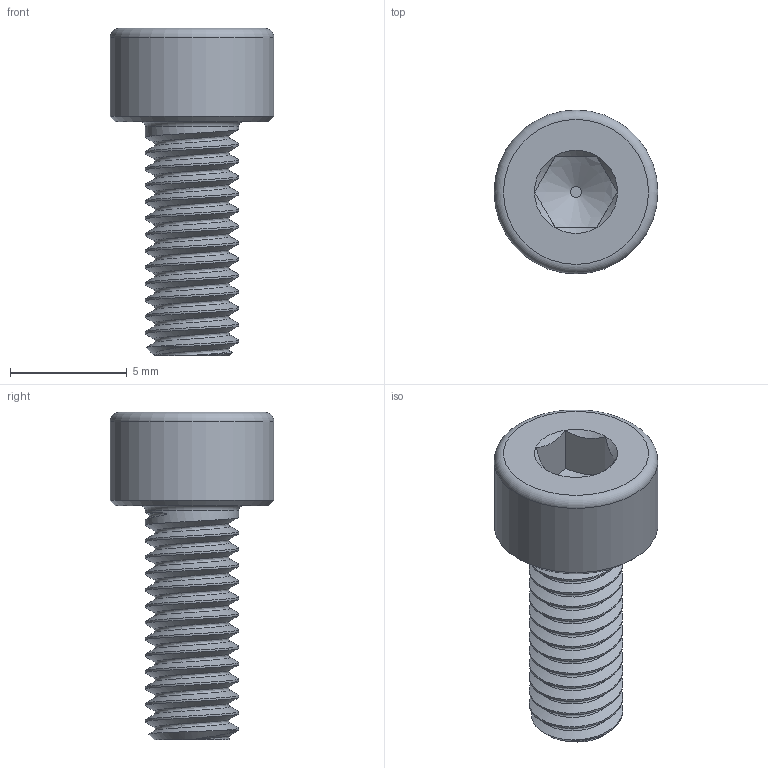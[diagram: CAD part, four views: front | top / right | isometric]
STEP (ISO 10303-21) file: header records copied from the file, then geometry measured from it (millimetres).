
FILE_DESCRIPTION(('FreeCAD Model'),'2;1');
FILE_NAME('Open CASCADE Shape Model','2025-03-22T07:11:14',(''),(''), 'Open CASCADE STEP processor 7.8','FreeCAD','Unknown');
FILE_SCHEMA(('AUTOMOTIVE_DESIGN { 1 0 10303 214 1 1 1 1 }'));
Length unit declared in the file: millimetre
Products named in the file (1): m4x10-scew
Bounding box: 7 x 7 x 14 mm (x, y, z)
Volume: 234 mm3; surface area: 359.3 mm2
Topology: 1 solids, 1 shells, 78 faces, 161 edges, 87 vertices
Faces by surface type: bspline 45, cylinder 15, plane 11, cone 5, torus 2
Full cylindrical faces by diameter (mm): 4 x13, 7 x1
Entity records: 6471 total; most frequent: CARTESIAN_POINT 5212, ORIENTED_EDGE 322, EDGE_CURVE 161, DIRECTION 145, VERTEX_POINT 87, B_SPLINE_CURVE_WITH_KNOTS 81, FACE_BOUND 80, EDGE_LOOP 80
